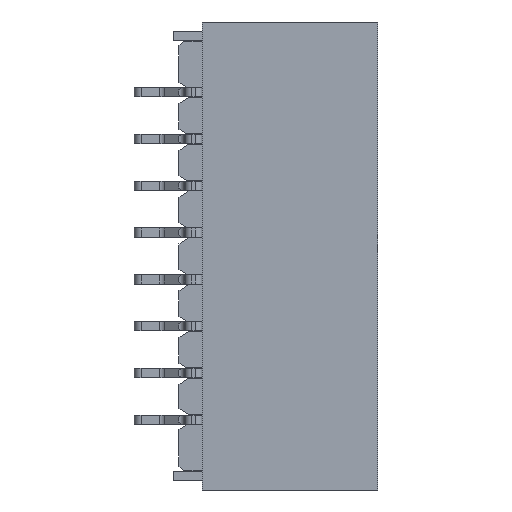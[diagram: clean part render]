
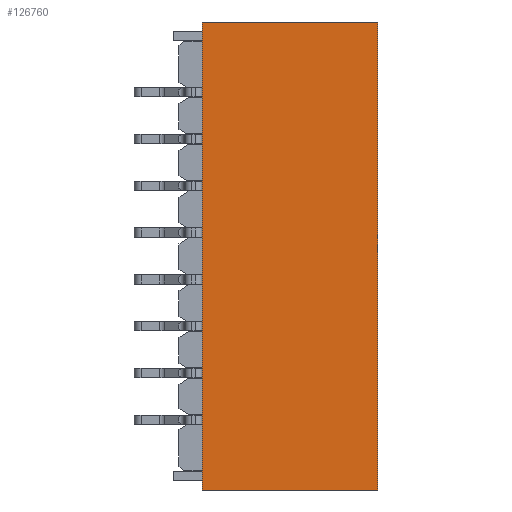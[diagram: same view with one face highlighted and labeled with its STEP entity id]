
A CAD part, left-side view. The second image highlights one B-rep face of the part: STEP entity #126760.
In plain terms, the highlighted planar face has unit normal (-1, 0, 0).
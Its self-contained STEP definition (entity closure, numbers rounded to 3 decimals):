
#54610=CARTESIAN_POINT('',(-73.528,100.213,-0.823));
#54620=VERTEX_POINT('',#54610);
#54700=CARTESIAN_POINT('',(-73.528,103.963,-0.823));
#54710=VERTEX_POINT('',#54700);
#54740=CARTESIAN_POINT('',(-73.528,100.213,-0.823));
#54750=DIRECTION('',(0.,1.,0.));
#54760=VECTOR('',#54750,1.);
#54770=LINE('',#54740,#54760);
#54780=EDGE_CURVE('',#54620,#54710,#54770,.T.);
#126460=CARTESIAN_POINT('',(-73.528,100.213,7.427));
#126470=DIRECTION('',(-1.,0.,0.));
#126480=DIRECTION('',(0.,0.,1.));
#126490=AXIS2_PLACEMENT_3D('',#126460,#126470,#126480);
#126500=PLANE('',#126490);
#126510=CARTESIAN_POINT('',(-73.528,100.213,9.177));
#126520=DIRECTION('',(0.,1.,0.));
#126530=VECTOR('',#126520,1.);
#126540=LINE('',#126510,#126530);
#126550=CARTESIAN_POINT('',(-73.528,100.213,9.177));
#126560=VERTEX_POINT('',#126550);
#126570=CARTESIAN_POINT('',(-73.528,103.963,9.177));
#126580=VERTEX_POINT('',#126570);
#126590=EDGE_CURVE('',#126560,#126580,#126540,.T.);
#126600=ORIENTED_EDGE('',*,*,#126590,.T.);
#126610=CARTESIAN_POINT('',(-73.528,100.213,1.927));
#126620=DIRECTION('',(0.,0.,1.));
#126630=VECTOR('',#126620,1.);
#126640=LINE('',#126610,#126630);
#126650=EDGE_CURVE('',#54620,#126560,#126640,.T.);
#126660=ORIENTED_EDGE('',*,*,#126650,.T.);
#126670=ORIENTED_EDGE('',*,*,#54780,.F.);
#126680=CARTESIAN_POINT('',(-73.528,103.963,6.177));
#126690=DIRECTION('',(0.,0.,-1.));
#126700=VECTOR('',#126690,1.);
#126710=LINE('',#126680,#126700);
#126720=EDGE_CURVE('',#126580,#54710,#126710,.T.);
#126730=ORIENTED_EDGE('',*,*,#126720,.T.);
#126740=EDGE_LOOP('',(#126730,#126670,#126660,#126600));
#126750=FACE_OUTER_BOUND('',#126740,.T.);
#126760=ADVANCED_FACE('',(#126750),#126500,.T.);
